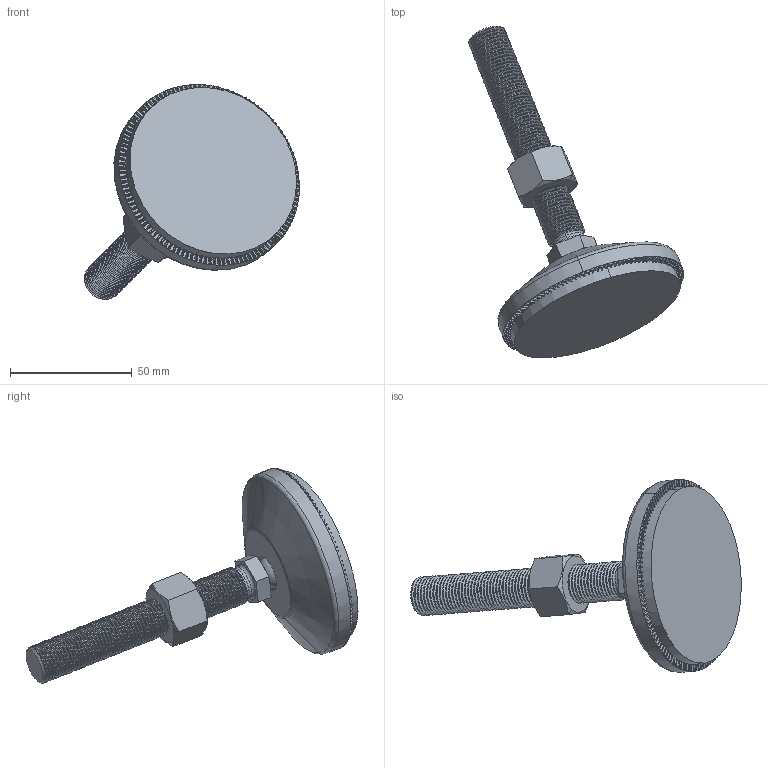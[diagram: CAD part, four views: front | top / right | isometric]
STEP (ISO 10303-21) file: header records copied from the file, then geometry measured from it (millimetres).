
FILE_DESCRIPTION (( 'STEP AP203' ), '1' );
FILE_NAME ('5.22.80.16.130.STEP', '2014-06-25T05:00:11', ( 'USER' ), ( 'Microsoft' ), 'SwSTEP 2.0', 'SolidWorks 2012', '' );
FILE_SCHEMA (( 'CONFIG_CONTROL_DESIGN' ));
Length unit declared in the file: millimetre
Products named in the file (1): 5.22.80.16.130
Bounding box: 88.35 x 136.42 x 88.28 mm (x, y, z)
Surface area: 26762.6 mm2 (no closed solid volume)
Topology: 0 solids, 7 shells, 1422 faces, 4039 edges, 2474 vertices
Faces by surface type: plane 478, cone 360, cylinder 352, torus 230, sphere 2
Entity records: 47063 total; most frequent: CARTESIAN_POINT 12018, DIRECTION 7569, ORIENTED_EDGE 6699, EDGE_CURVE 4034, AXIS2_PLACEMENT_3D 3114, VERTEX_POINT 2471, CIRCLE 1691, EDGE_LOOP 1426
